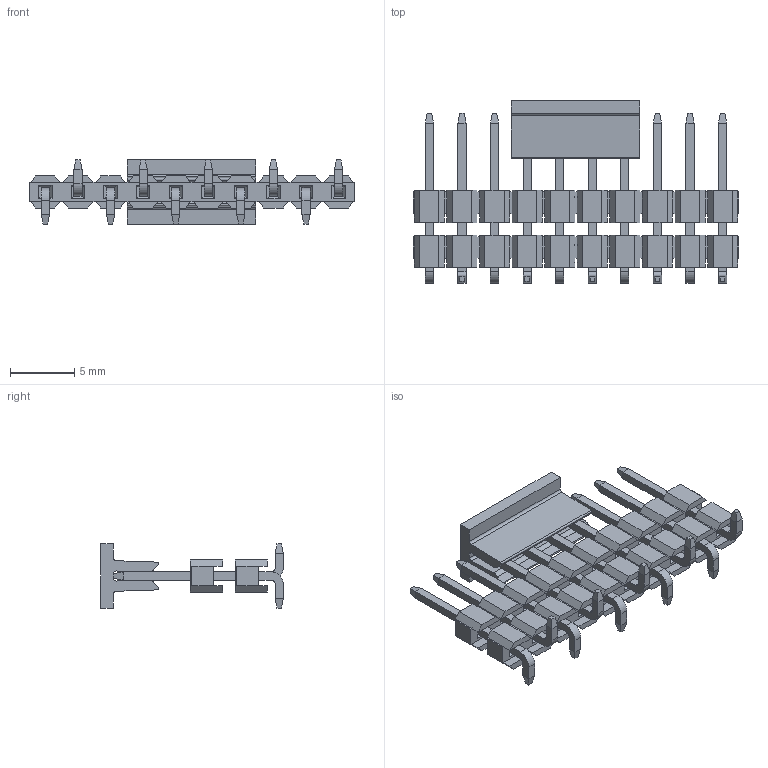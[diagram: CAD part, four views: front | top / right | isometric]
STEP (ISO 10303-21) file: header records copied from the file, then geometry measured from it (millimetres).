
FILE_DESCRIPTION( ('This file contains a STEP AP42 implementation' ,'as created by ZW3D STEP Interface translator.') ,'2;1' );
FILE_NAME( '1125-21XXXXMXXXXXXX(拸翐毀褐弇).stp' ,'23 331.14 2 4', (''), ('ZWCAD Software Co.'), 'Version 1.0', 'ZW3D to STEP translator', '' );
FILE_SCHEMA(('AUTOMOTIVE_DESIGN { 1 0 10303 214 1 1 1 1 }'));
Length unit declared in the file: millimetre
Products named in the file (2): 0; 1125-2120XXM151XXXX(拸翐毀褐弇)
Bounding box: 25.4 x 14.24 x 5 mm (x, y, z)
Volume: 379 mm3; surface area: 1328.3 mm2
Topology: 13 solids, 13 shells, 774 faces, 1924 edges, 1176 vertices
Faces by surface type: plane 746, cylinder 28
Entity records: 22991 total; most frequent: CARTESIAN_POINT 3875, ORIENTED_EDGE 3848, DIRECTION 3530, EDGE_CURVE 1924, VECTOR 1868, LINE 1868, VERTEX_POINT 1176, AXIS2_PLACEMENT_3D 831
